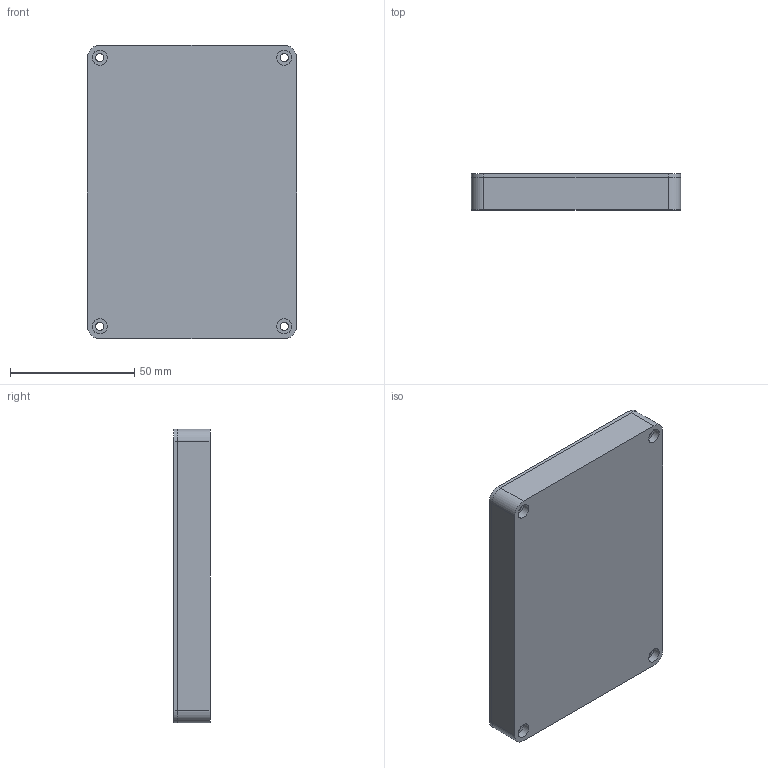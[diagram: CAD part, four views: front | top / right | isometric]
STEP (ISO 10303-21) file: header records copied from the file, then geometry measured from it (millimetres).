
FILE_DESCRIPTION(/* description */ (''),/* implementation_level */ '2;1');
FILE_NAME(/* name */ 'CASE.step',/* time_stamp */ '2025-12-28T21:36:31-05:00',/* author */ (''),/* organization */ (''),/* preprocessor_version */ 'ST-DEVELOPER v20.1',/* originating_system */ 'Autodesk Translation Framework v14.21.0.0',/* authorisation */ '');
FILE_SCHEMA (('AUTOMOTIVE_DESIGN { 1 0 10303 214 3 1 1 }'));
Length unit declared in the file: millimetre
Products named in the file (4): 2025-12-28-21-26-23-629; 2025-12-28-20-35-17-576; 2025-12-28-20-36-35-375; 2025-12-28-20-58-56-031
Assembly tree (3 placements, depth 3):
  2025-12-28-21-26-23-629
    2025-12-28-20-35-17-576
      2025-12-28-20-36-35-375
    2025-12-28-20-58-56-031
Bounding box: 84.3 x 14.5 x 118.2 mm (x, y, z)
Volume: 74694.1 mm3; surface area: 46379.5 mm2
Topology: 2 solids, 2 shells, 451 faces, 1257 edges, 838 vertices
Faces by surface type: bspline 230, plane 177, cylinder 44
Full cylindrical faces by diameter (mm): 3.4 x8, 6 x4
Entity records: 16700 total; most frequent: CARTESIAN_POINT 6463, ORIENTED_EDGE 2514, DIRECTION 1341, EDGE_CURVE 1257, VERTEX_POINT 838, LINE 709, VECTOR 709, EDGE_LOOP 507
